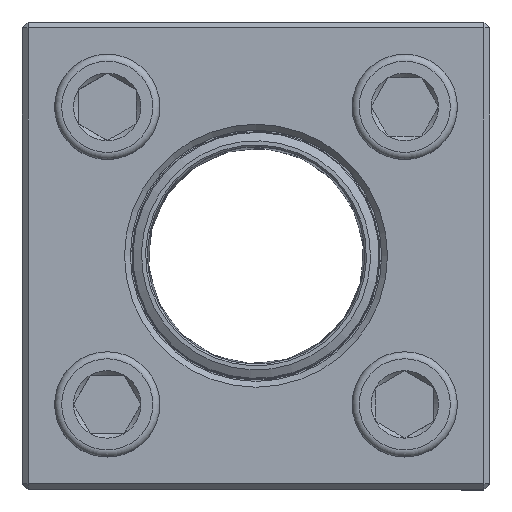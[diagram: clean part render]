
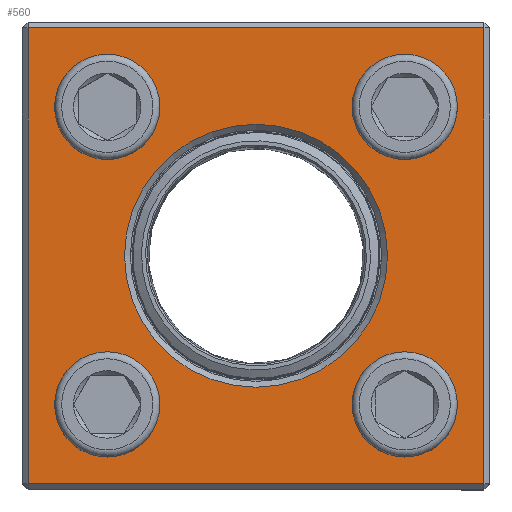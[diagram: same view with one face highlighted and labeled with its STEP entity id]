
A CAD part, top view. The second image highlights one B-rep face of the part: STEP entity #560.
In plain terms, the highlighted planar face has unit normal (0, 0, 1).
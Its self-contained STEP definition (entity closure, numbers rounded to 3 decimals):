
#315=FACE_BOUND('',#797,.T.);
#316=FACE_BOUND('',#798,.T.);
#317=FACE_BOUND('',#799,.T.);
#318=FACE_BOUND('',#800,.T.);
#319=FACE_BOUND('',#801,.T.);
#320=FACE_BOUND('',#802,.T.);
#462=CIRCLE('',#1835,22.5);
#463=CIRCLE('',#1836,7.);
#464=CIRCLE('',#1837,7.);
#465=CIRCLE('',#1838,7.);
#466=CIRCLE('',#1839,7.);
#560=ADVANCED_FACE('',(#315,#316,#317,#318,#319,#320),#688,.F.);
#688=PLANE('',#1840);
#797=EDGE_LOOP('',(#1011));
#798=EDGE_LOOP('',(#1012,#1013,#1014,#1015));
#799=EDGE_LOOP('',(#1016));
#800=EDGE_LOOP('',(#1017));
#801=EDGE_LOOP('',(#1018));
#802=EDGE_LOOP('',(#1019));
#1011=ORIENTED_EDGE('',*,*,#1524,.T.);
#1012=ORIENTED_EDGE('',*,*,#1525,.T.);
#1013=ORIENTED_EDGE('',*,*,#1526,.T.);
#1014=ORIENTED_EDGE('',*,*,#1527,.T.);
#1015=ORIENTED_EDGE('',*,*,#1528,.T.);
#1016=ORIENTED_EDGE('',*,*,#1529,.T.);
#1017=ORIENTED_EDGE('',*,*,#1530,.T.);
#1018=ORIENTED_EDGE('',*,*,#1531,.T.);
#1019=ORIENTED_EDGE('',*,*,#1532,.T.);
#1391=VERTEX_POINT('',#2642);
#1392=VERTEX_POINT('',#2644);
#1393=VERTEX_POINT('',#2645);
#1394=VERTEX_POINT('',#2647);
#1395=VERTEX_POINT('',#2649);
#1396=VERTEX_POINT('',#2652);
#1397=VERTEX_POINT('',#2654);
#1398=VERTEX_POINT('',#2656);
#1399=VERTEX_POINT('',#2658);
#1524=EDGE_CURVE('',#1391,#1391,#462,.T.);
#1525=EDGE_CURVE('',#1392,#1393,#1714,.T.);
#1526=EDGE_CURVE('',#1393,#1394,#1715,.T.);
#1527=EDGE_CURVE('',#1394,#1395,#1716,.T.);
#1528=EDGE_CURVE('',#1395,#1392,#1717,.T.);
#1529=EDGE_CURVE('',#1396,#1396,#463,.T.);
#1530=EDGE_CURVE('',#1397,#1397,#464,.T.);
#1531=EDGE_CURVE('',#1398,#1398,#465,.T.);
#1532=EDGE_CURVE('',#1399,#1399,#466,.T.);
#1714=LINE('',#2643,#1780);
#1715=LINE('',#2646,#1781);
#1716=LINE('',#2648,#1782);
#1717=LINE('',#2650,#1783);
#1780=VECTOR('',#2094,1.);
#1781=VECTOR('',#2095,1.);
#1782=VECTOR('',#2096,1.);
#1783=VECTOR('',#2097,1.);
#1835=AXIS2_PLACEMENT_3D('',#2641,#2092,#2093);
#1836=AXIS2_PLACEMENT_3D('',#2651,#2098,#2099);
#1837=AXIS2_PLACEMENT_3D('',#2653,#2100,#2101);
#1838=AXIS2_PLACEMENT_3D('',#2655,#2102,#2103);
#1839=AXIS2_PLACEMENT_3D('',#2657,#2104,#2105);
#1840=AXIS2_PLACEMENT_3D('',#2659,#2106,#2107);
#2092=DIRECTION('',(0.,0.,-1.));
#2093=DIRECTION('',(-1.,0.,0.));
#2094=DIRECTION('',(-1.,0.,0.));
#2095=DIRECTION('',(0.,-1.,0.));
#2096=DIRECTION('',(1.,0.,0.));
#2097=DIRECTION('',(0.,1.,0.));
#2098=DIRECTION('',(0.,0.,-1.));
#2099=DIRECTION('',(-1.,0.,0.));
#2100=DIRECTION('',(0.,0.,-1.));
#2101=DIRECTION('',(-1.,0.,0.));
#2102=DIRECTION('',(0.,0.,-1.));
#2103=DIRECTION('',(-1.,0.,0.));
#2104=DIRECTION('',(0.,0.,-1.));
#2105=DIRECTION('',(-1.,0.,0.));
#2106=DIRECTION('',(0.,0.,-1.));
#2107=DIRECTION('',(-1.,0.,0.));
#2641=CARTESIAN_POINT('',(0.,0.,24.));
#2642=CARTESIAN_POINT('',(-22.5,0.,24.));
#2643=CARTESIAN_POINT('',(-40.,39.,24.));
#2644=CARTESIAN_POINT('',(39.,39.,24.));
#2645=CARTESIAN_POINT('',(-39.,39.,24.));
#2646=CARTESIAN_POINT('',(-39.,-40.,24.));
#2647=CARTESIAN_POINT('',(-39.,-39.,24.));
#2648=CARTESIAN_POINT('',(40.,-39.,24.));
#2649=CARTESIAN_POINT('',(39.,-39.,24.));
#2650=CARTESIAN_POINT('',(39.,40.,24.));
#2651=CARTESIAN_POINT('',(-25.456,-25.456,24.));
#2652=CARTESIAN_POINT('',(-32.456,-25.456,24.));
#2653=CARTESIAN_POINT('',(-25.456,25.456,24.));
#2654=CARTESIAN_POINT('',(-32.456,25.456,24.));
#2655=CARTESIAN_POINT('',(25.456,25.456,24.));
#2656=CARTESIAN_POINT('',(18.456,25.456,24.));
#2657=CARTESIAN_POINT('',(25.456,-25.456,24.));
#2658=CARTESIAN_POINT('',(18.456,-25.456,24.));
#2659=CARTESIAN_POINT('',(0.,0.,24.));
